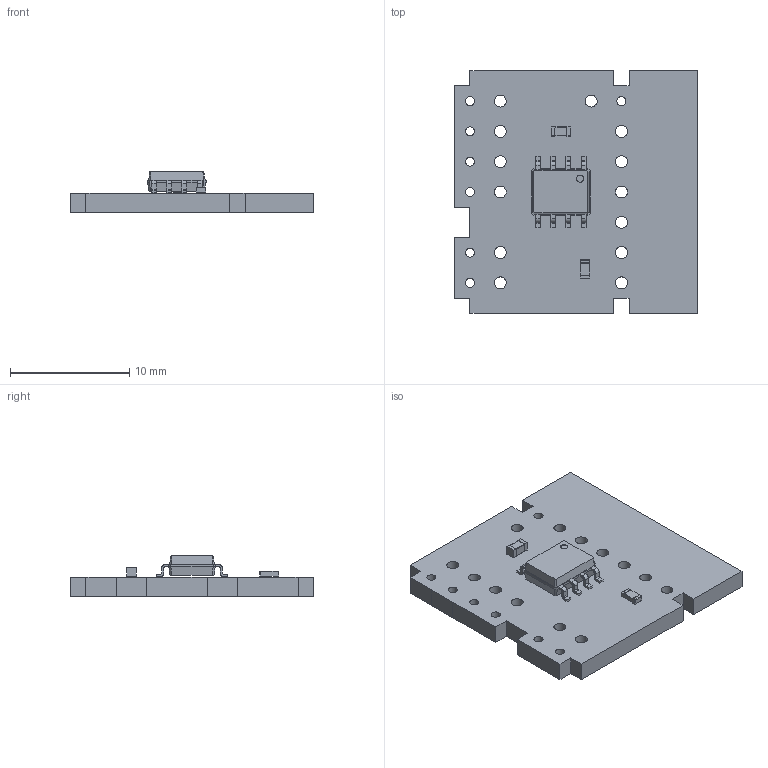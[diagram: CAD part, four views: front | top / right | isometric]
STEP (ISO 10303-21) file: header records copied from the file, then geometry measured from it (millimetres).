
FILE_DESCRIPTION(('KiCad electronic assembly'),'2;1');
FILE_NAME('15_XCAN.step','2022-10-31T17:43:00',('Pcbnew'),('Kicad'), 'Open CASCADE STEP processor 7.6','KiCad to STEP converter','Unknown' );
FILE_SCHEMA(('AUTOMOTIVE_DESIGN { 1 0 10303 214 1 1 1 1 }'));
Length unit declared in the file: millimetre
Products named in the file (8): 15_XCAN 1; R_0603_1608Metric; SOLID; C_0603_1608Metric; SOIC-8_3.9x4.9mm_P1.27mm; 15_XCAN PCB
Assembly tree (7 placements, depth 3):
  15_XCAN 1
    R_0603_1608Metric
      SOLID
    C_0603_1608Metric
      SOLID
    SOIC-8_3.9x4.9mm_P1.27mm
      SOLID
    15_XCAN PCB
Bounding box: 20.32 x 20.32 x 3.4 mm (x, y, z)
Volume: 655.4 mm3; surface area: 1103.8 mm2
Topology: 4 solids, 4 shells, 254 faces, 669 edges, 426 vertices
Faces by surface type: bspline 210, plane 24, cylinder 20
Full cylindrical faces by diameter (mm): 0.762 x7, 1 x13
Entity records: 16867 total; most frequent: CARTESIAN_POINT 5676, B_SPLINE_CURVE_WITH_KNOTS 1417, ORIENTED_EDGE 1338, PCURVE 1338, DEFINITIONAL_REPRESENTATION 1338, EDGE_CURVE 669, SURFACE_CURVE 648, DIRECTION 522
